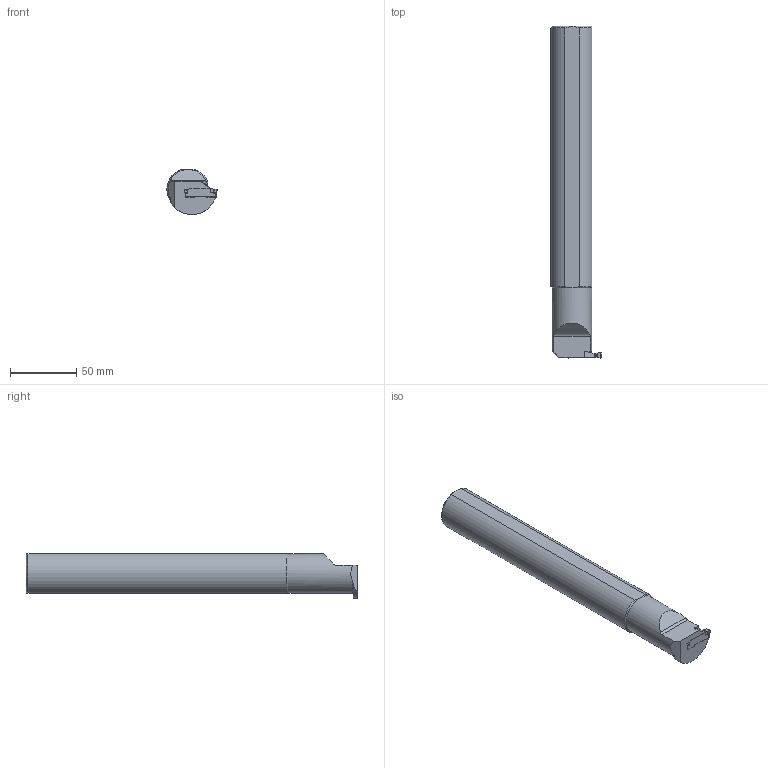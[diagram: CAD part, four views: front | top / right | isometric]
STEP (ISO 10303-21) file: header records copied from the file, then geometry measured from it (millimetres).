
FILE_DESCRIPTION(/* description */ (''),/* implementation_level */ '2;1');
FILE_NAME(/* name */ 'GL4-A32SGR-06-40_204189055ndi000_00_SIM.stp',/* time_stamp */ '2022-08-12T06:44:43+02:00',/* author */ (''),/* organization */ (''),/* preprocessor_version */ 'ST-DEVELOPER v16.7',/* originating_system */ 'SIEMENS PLM Software NX 12.0',/* authorisation */ '');
FILE_SCHEMA (('AUTOMOTIVE_DESIGN { 1 0 10303 214 3 1 1 1 }'));
Length unit declared in the file: millimetre
Products named in the file (1): pi2509EC1B56hiwi
Bounding box: 38.06 x 251.1 x 34 mm (x, y, z)
Volume: 189092.6 mm3; surface area: 26922.8 mm2
Topology: 2 solids, 4 shells, 302 faces, 740 edges, 432 vertices
Faces by surface type: bspline 146, cylinder 75, plane 59, extrusion 9, sphere 7, cone 5, torus 1
Full cylindrical faces by diameter (mm): 30 x1
Entity records: 10518 total; most frequent: CARTESIAN_POINT 4793, ORIENTED_EDGE 1430, DIRECTION 834, EDGE_CURVE 715, VERTEX_POINT 424, AXIS2_PLACEMENT_3D 313, EDGE_LOOP 304, ADVANCED_FACE 302
